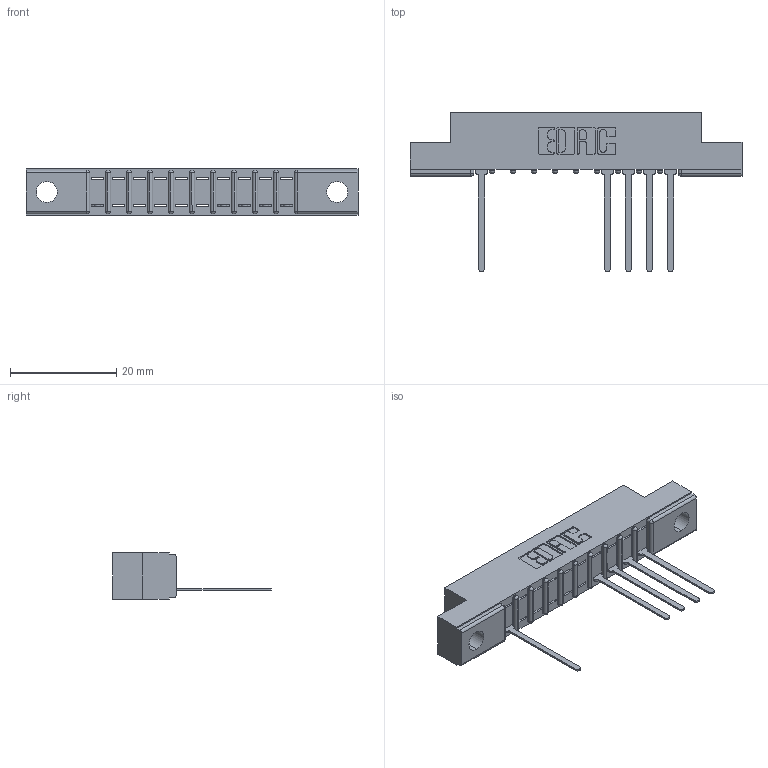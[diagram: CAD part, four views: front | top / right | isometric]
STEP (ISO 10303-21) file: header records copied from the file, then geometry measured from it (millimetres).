
FILE_DESCRIPTION (( 'STEP AP203' ), '1' );
FILE_NAME ('357-010-545-102.STEP', '2018-08-07T02:40:50', ( '' ), ( '' ), 'SwSTEP 2.0', 'SolidWorks 2016', '' );
FILE_SCHEMA (( 'CONFIG_CONTROL_DESIGN' ));
Length unit declared in the file: inch
Products named in the file (3): 307 Part_.128 Dia Mounting Holes; 307-290-001_545; 357-010-545-102
Assembly tree (6 placements, depth 2):
  357-010-545-102
    307 Part_.128 Dia Mounting Holes
    307-290-001_545  x5
Bounding box: 62.64 x 30 x 8.71 mm (x, y, z)
Volume: 3844.5 mm3; surface area: 5025.3 mm2
Topology: 6 solids, 6 shells, 509 faces, 1453 edges, 930 vertices
Faces by surface type: plane 315, cylinder 172, sphere 22
Entity records: 12328 total; most frequent: CARTESIAN_POINT 2087, ORIENTED_EDGE 2078, DIRECTION 2043, EDGE_CURVE 1039, LINE 783, VECTOR 783, VERTEX_POINT 674, AXIS2_PLACEMENT_3D 630
